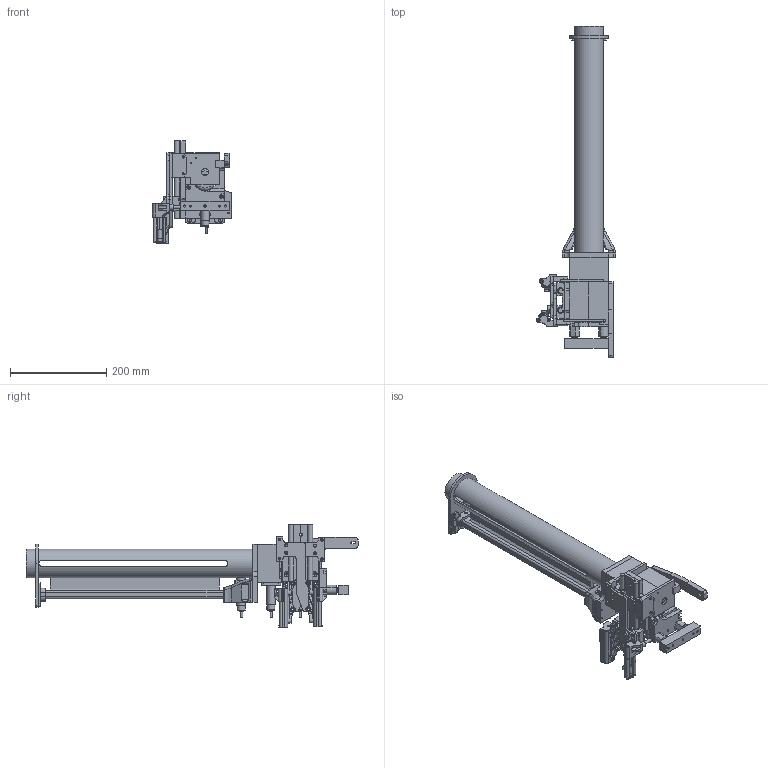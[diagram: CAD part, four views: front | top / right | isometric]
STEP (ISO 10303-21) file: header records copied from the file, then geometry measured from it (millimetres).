
FILE_DESCRIPTION(/* description */ (''),/* implementation_level */ '2;1');
FILE_NAME(/* name */ 'PureGeometry.stp',/* time_stamp */ '2022-08-19T12:37:56+02:00',/* author */ ('kaebi'),/* organization */ (''),/* preprocessor_version */ 'ST-DEVELOPER v18.1',/* originating_system */ 'Autodesk Inventor 2022',/* authorisation */ '');
FILE_SCHEMA (('AUTOMOTIVE_DESIGN { 1 0 10303 214 3 1 1 }'));
Length unit declared in the file: millimetre
Products named in the file (38): 206.001.01_Vereinzelung_Gesamtbaugruppe; 106.001.01_Aufnahmeblock_links; 106.002.01_Fuehrungsblock_rechts; 106.003.01_Aufnahmeblock_oben; 106.004.01_Aufnahme_Rahmen; 506.001.01_Laborflaschen; 106.005.01_Befuellungsrohr; 106.006.01_Schieberaufnahme; 106.007.01_Aufnahme_Sensor; 506.003.01_BALLUFF_BCS_M18BBN1-PSC80D-EP02; 106.008.01_Aufnahme_Buerste; 106.009.01_Halterung_Sensor_oben; 106.010.01_Buerstenbremse; 106.011.01_Aufnahme_Buerstenbremse_unten; 106.012.01_Aufnahme_Buerstenbremse_oben; 106.013.01_Halterung_Burstenbremse_oben; 106.014.01_Anbindung_Vereinzelung; 106.015.01_Justage_Vereinzelung; 106.016.01_Anbindung_Vereinzelung; 506.004.01_IGUS_Schiene; Schieber1; 106.018.01_Schieberelement_oben; 106.019.01_Distanzplatte; 106.030.01_Schwert_oben; 202.004.01_Kraftlimitierung; TFVEM_1211; TFVEM_1212; TFVEM_10105; Schieber2; 106.016.01_Schienenfuehrung; 106.034.01_Schieberelement_unten; 106.020.01_Winkelaufnahme_Schwert_unten; TFVEM_10104; 202.003.01_Kraftlimitierung; TFVEM_1200; TFVEM_1202; TFVEM_1203; TFVEM_1201
Assembly tree (49 placements, depth 4):
  206.001.01_Vereinzelung_Gesamtbaugruppe
    106.001.01_Aufnahmeblock_links
    106.002.01_Fuehrungsblock_rechts
    106.003.01_Aufnahmeblock_oben
    106.004.01_Aufnahme_Rahmen
    506.001.01_Laborflaschen  x2
    106.005.01_Befuellungsrohr
    106.006.01_Schieberaufnahme
    106.007.01_Aufnahme_Sensor  x2
    506.003.01_BALLUFF_BCS_M18BBN1-PSC80D-EP02  x3
    106.008.01_Aufnahme_Buerste
    106.009.01_Halterung_Sensor_oben
    106.010.01_Buerstenbremse
    106.011.01_Aufnahme_Buerstenbremse_unten
    106.012.01_Aufnahme_Buerstenbremse_oben
    106.013.01_Halterung_Burstenbremse_oben
    106.014.01_Anbindung_Vereinzelung
    106.015.01_Justage_Vereinzelung  x2
    106.016.01_Anbindung_Vereinzelung
    506.004.01_IGUS_Schiene
    Schieber1
      106.016.01_Schienenfuehrung  x2
      106.019.01_Distanzplatte  x2
      106.018.01_Schieberelement_oben
      106.020.01_Winkelaufnahme_Schwert_unten
      106.030.01_Schwert_oben
      202.004.01_Kraftlimitierung
        TFVEM_1200
        TFVEM_1211
        TFVEM_1212
        TFVEM_1203
      TFVEM_10105
    Schieber2
      106.016.01_Schienenfuehrung  x2
      106.034.01_Schieberelement_unten
      106.020.01_Winkelaufnahme_Schwert_unten
      TFVEM_10104
      202.003.01_Kraftlimitierung
        TFVEM_1200
        TFVEM_1202
        TFVEM_1203
        TFVEM_1201
Bounding box: 163.8 x 688.2 x 211.84 mm (x, y, z)
Volume: 2020696.7 mm3; surface area: 674090.1 mm2
Topology: 45 solids, 45 shells, 2033 faces, 5452 edges, 3581 vertices
Faces by surface type: plane 1096, cylinder 799, cone 101, torus 20, bspline 17
Full cylindrical faces by diameter (mm): 0.2 x4, 0.5 x4, 0.55 x4, 2.5 x4, 2.8 x7, 3.242 x2, 3.3 x25, 4.134 x2, 4.2 x27, 4.5 x17, 5 x22, 5.5 x26, 5.6 x8, 6 x4, 6.3 x1, 6.5 x8, 6.6 x10, 6.7 x3, 7 x2, 8 x6, 9.2 x2, 9.5 x10, 10 x8, 10.106 x2, 11 x4, 12 x3, 12.9 x2, 15 x1, 16.3 x3, 16.6 x6
Entity records: 42772 total; most frequent: CARTESIAN_POINT 9866, DIRECTION 6675, ORIENTED_EDGE 6292, EDGE_CURVE 3146, AXIS2_PLACEMENT_3D 2344, VERTEX_POINT 2079, LINE 1987, VECTOR 1987
